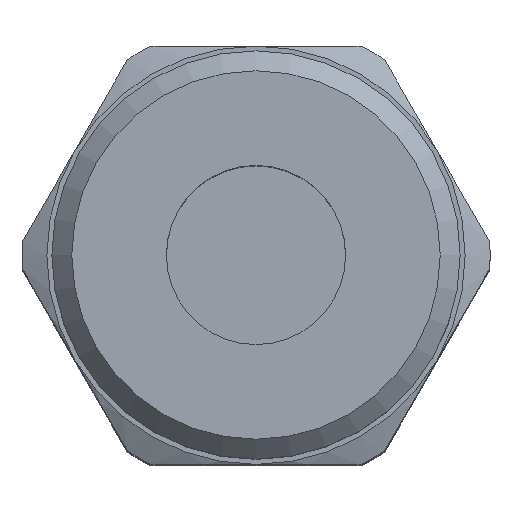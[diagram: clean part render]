
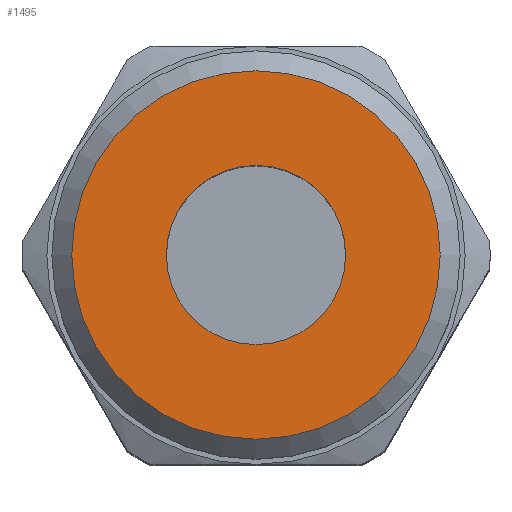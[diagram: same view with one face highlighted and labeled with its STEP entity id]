
A CAD part, top view. The second image highlights one B-rep face of the part: STEP entity #1495.
In plain terms, the highlighted planar face has unit normal (0, 0, 1).
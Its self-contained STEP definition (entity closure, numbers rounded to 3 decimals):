
#192=CIRCLE('',#1568,18.5);
#193=CIRCLE('',#1569,9.);
#253=PLANE('',#1567);
#274=ORIENTED_EDGE('',*,*,#590,.F.);
#275=ORIENTED_EDGE('',*,*,#591,.T.);
#590=EDGE_CURVE('',#748,#748,#192,.T.);
#591=EDGE_CURVE('',#749,#749,#193,.T.);
#748=VERTEX_POINT('',#2239);
#749=VERTEX_POINT('',#2241);
#859=EDGE_LOOP('',(#274));
#860=EDGE_LOOP('',(#275));
#939=FACE_BOUND('',#859,.T.);
#940=FACE_BOUND('',#860,.T.);
#1495=ADVANCED_FACE('',(#939,#940),#253,.F.);
#1567=AXIS2_PLACEMENT_3D('',#2237,#1700,#1701);
#1568=AXIS2_PLACEMENT_3D('',#2238,#1702,#1703);
#1569=AXIS2_PLACEMENT_3D('',#2240,#1704,#1705);
#1700=DIRECTION('',(0.,0.,-1.));
#1701=DIRECTION('',(-1.,0.,0.));
#1702=DIRECTION('',(0.,0.,-1.));
#1703=DIRECTION('',(-1.,0.,0.));
#1704=DIRECTION('',(0.,0.,-1.));
#1705=DIRECTION('',(-1.,0.,0.));
#2237=CARTESIAN_POINT('',(0.,-3.572,35.));
#2238=CARTESIAN_POINT('',(0.,-3.572,35.));
#2239=CARTESIAN_POINT('',(-18.5,-3.572,35.));
#2240=CARTESIAN_POINT('',(0.,-3.572,35.));
#2241=CARTESIAN_POINT('',(-9.,-3.572,35.));
